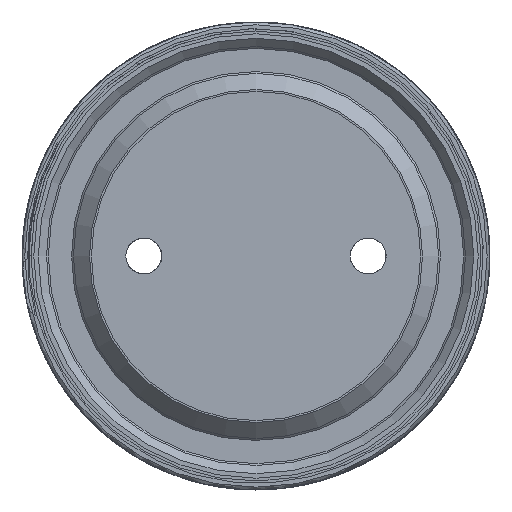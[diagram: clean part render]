
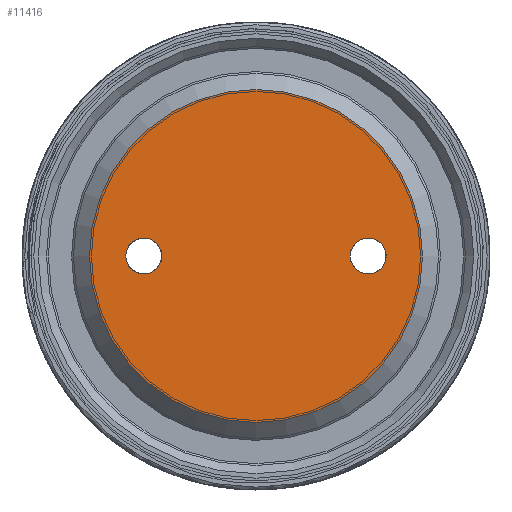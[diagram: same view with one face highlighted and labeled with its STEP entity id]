
A CAD part, front view. The second image highlights one B-rep face of the part: STEP entity #11416.
In plain terms, the highlighted planar face has unit normal (0, -1, 0).
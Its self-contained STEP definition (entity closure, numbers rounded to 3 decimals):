
#11223=CARTESIAN_POINT('',(-29.,32.,0.));
#11224=VERTEX_POINT('',#11223);
#11225=CARTESIAN_POINT('',(-25.,32.,0.0));
#11226=DIRECTION('',(0.0,1.0,0.0));
#11227=DIRECTION('',(1.0,0.0,0.0));
#11228=AXIS2_PLACEMENT_3D('',#11225,#11226,#11227);
#11229=CIRCLE('',#11228,4.0);
#11230=EDGE_CURVE('',#11224,#11224,#11229,.T.);
#11251=CARTESIAN_POINT('',(21.,32.,0.));
#11252=VERTEX_POINT('',#11251);
#11253=CARTESIAN_POINT('',(25.,32.,0.0));
#11254=DIRECTION('',(0.0,1.0,0.0));
#11255=DIRECTION('',(1.0,0.0,0.0));
#11256=AXIS2_PLACEMENT_3D('',#11253,#11254,#11255);
#11257=CIRCLE('',#11256,4.0);
#11258=EDGE_CURVE('',#11252,#11252,#11257,.T.);
#11387=CARTESIAN_POINT('',(37.086,32.,0.0));
#11388=VERTEX_POINT('',#11387);
#11389=CARTESIAN_POINT('',(0.,32.,0.0));
#11390=DIRECTION('',(0.0,-1.0,0.0));
#11391=DIRECTION('',(1.0,0.0,0.0));
#11392=AXIS2_PLACEMENT_3D('',#11389,#11390,#11391);
#11393=CIRCLE('',#11392,37.086);
#11394=EDGE_CURVE('',#11388,#11388,#11393,.T.);
#11402=CARTESIAN_POINT('',(18.543,32.,0.0));
#11403=DIRECTION('',(0.0,-1.0,0.0));
#11404=DIRECTION('',(0.0,0.0,-1.0));
#11405=AXIS2_PLACEMENT_3D('',#11402,#11403,#11404);
#11406=PLANE('',#11405);
#11407=ORIENTED_EDGE('',*,*,#11394,.T.);
#11408=EDGE_LOOP('',(#11407));
#11409=FACE_OUTER_BOUND('',#11408,.T.);
#11410=ORIENTED_EDGE('',*,*,#11230,.T.);
#11411=EDGE_LOOP('',(#11410));
#11412=FACE_BOUND('',#11411,.T.);
#11413=ORIENTED_EDGE('',*,*,#11258,.T.);
#11414=EDGE_LOOP('',(#11413));
#11415=FACE_BOUND('',#11414,.T.);
#11416=ADVANCED_FACE('',(#11409,#11412,#11415),#11406,.T.);
